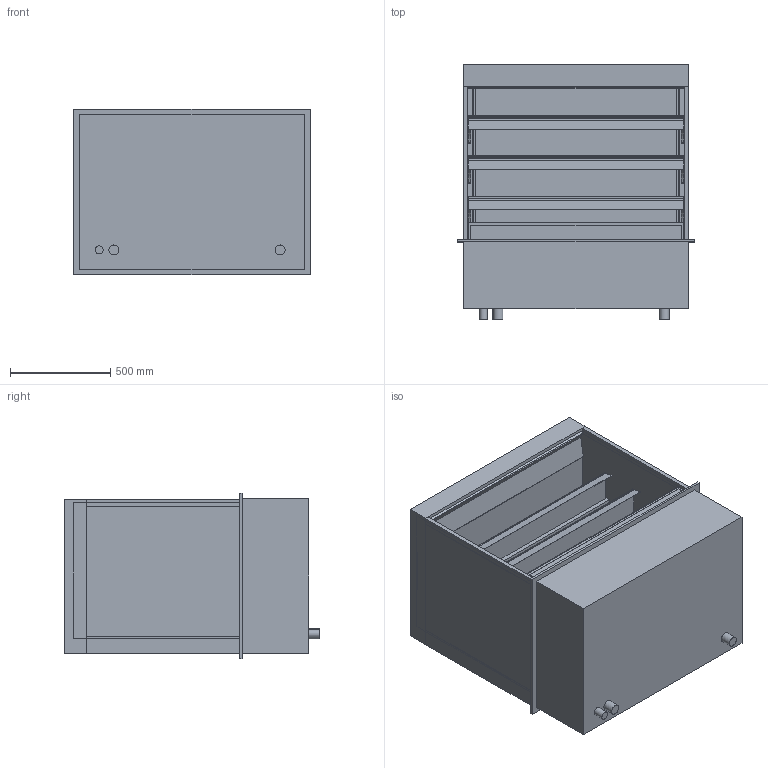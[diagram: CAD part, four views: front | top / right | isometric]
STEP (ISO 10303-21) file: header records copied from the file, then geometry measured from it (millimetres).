
FILE_DESCRIPTION(/* description */ ('Einbaukühlvitrine: zentralgekühlt'),/* implementation_level */ '2;1');
FILE_NAME(/* name */ '3D-AKE-00021362.stp',/* time_stamp */ '2023-03-21T10:38:38+01:00',/* author */ ('julian.lux'),/* organization */ (''),/* preprocessor_version */ 'ST-DEVELOPER v18.1',/* originating_system */ 'Autodesk Inventor 2020',/* authorisation */ '');
FILE_SCHEMA (('AUTOMOTIVE_DESIGN { 1 0 10303 214 3 1 1 }'));
Length unit declared in the file: millimetre
Products named in the file (1): 3D-AKE-00021362
Bounding box: 1178 x 1275.1 x 825 mm (x, y, z)
Volume: 301372861.2 mm3; surface area: 21951898 mm2
Topology: 49 solids, 49 shells, 402 faces, 924 edges, 626 vertices
Faces by surface type: plane 362, cylinder 40
Full cylindrical faces by diameter (mm): 16 x12, 40 x1, 50 x2
Entity records: 11260 total; most frequent: CARTESIAN_POINT 1953, ORIENTED_EDGE 1848, DIRECTION 1840, EDGE_CURVE 924, LINE 814, VECTOR 814, VERTEX_POINT 626, AXIS2_PLACEMENT_3D 513
